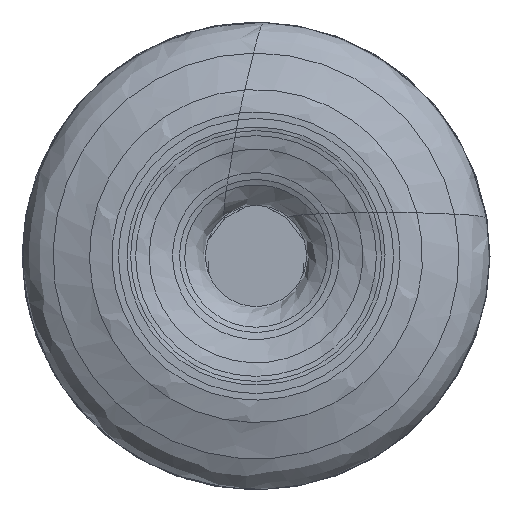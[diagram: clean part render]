
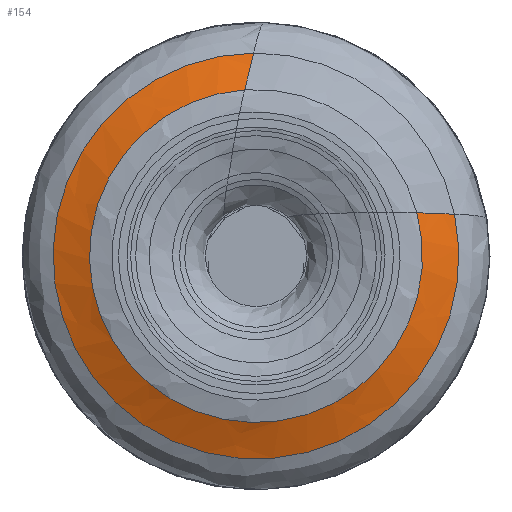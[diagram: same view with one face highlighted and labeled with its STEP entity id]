
A CAD part, left-side view. The second image highlights one B-rep face of the part: STEP entity #154.
In plain terms, the highlighted free-form (B-spline) face has degree [3, 3] with [4, 7] control points.
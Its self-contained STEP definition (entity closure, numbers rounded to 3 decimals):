
#154=ADVANCED_FACE('',(#273),#222,.F.);
#222=(
BOUNDED_SURFACE()
B_SPLINE_SURFACE(3,3,((#2023,#2024,#2025,#2026,#2027,#2028,#2029),(#2030,
#2031,#2032,#2033,#2034,#2035,#2036),(#2037,#2038,#2039,#2040,#2041,#2042,
#2043),(#2044,#2045,#2046,#2047,#2048,#2049,#2050)),.UNSPECIFIED.,.F.,.F.,
 .F.)
B_SPLINE_SURFACE_WITH_KNOTS((4,4),(4,3,4),(0.,1.),(0.,0.5,1.),
 .UNSPECIFIED.)
GEOMETRIC_REPRESENTATION_ITEM()
RATIONAL_B_SPLINE_SURFACE(((1.,0.558,0.558,1.,0.558,
0.558,1.),(0.998,0.557,0.557,
0.998,0.557,0.557,0.998),
(0.998,0.557,0.557,0.998,
0.557,0.557,0.998),(1.,0.558,
0.558,1.,0.558,0.558,1.)))
REPRESENTATION_ITEM('')
SURFACE()
);
#273=FACE_OUTER_BOUND('',#325,.T.);
#325=EDGE_LOOP('',(#486,#487,#488,#489));
#486=ORIENTED_EDGE('',*,*,#765,.F.);
#487=ORIENTED_EDGE('',*,*,#695,.F.);
#488=ORIENTED_EDGE('',*,*,#766,.F.);
#489=ORIENTED_EDGE('',*,*,#762,.T.);
#623=VERTEX_POINT('',#1307);
#624=VERTEX_POINT('',#1309);
#670=VERTEX_POINT('',#1989);
#671=VERTEX_POINT('',#1990);
#695=EDGE_CURVE('',#624,#623,#813,.T.);
#762=EDGE_CURVE('',#670,#671,#868,.T.);
#765=EDGE_CURVE('',#623,#671,#871,.T.);
#766=EDGE_CURVE('',#670,#624,#872,.T.);
#813=CIRCLE('',#920,6.938);
#868=CIRCLE('',#976,5.693);
#871=CIRCLE('',#979,8.468);
#872=CIRCLE('',#980,8.468);
#920=AXIS2_PLACEMENT_3D('',#1330,#1052,#1053);
#976=AXIS2_PLACEMENT_3D('',#1988,#1176,#1177);
#979=AXIS2_PLACEMENT_3D('',#2021,#1182,#1183);
#980=AXIS2_PLACEMENT_3D('',#2022,#1184,#1185);
#1052=DIRECTION('',(1.,0.,0.));
#1053=DIRECTION('',(0.,-0.979,0.206));
#1176=DIRECTION('',(1.,0.,0.));
#1177=DIRECTION('',(0.,-0.966,0.26));
#1182=DIRECTION('',(0.105,0.976,0.193));
#1183=DIRECTION('',(0.995,-0.103,-0.02));
#1184=DIRECTION('',(-0.105,0.,-0.995));
#1185=DIRECTION('',(0.995,0.,-0.105));
#1307=CARTESIAN_POINT('',(0.676,0.083,6.938));
#1309=CARTESIAN_POINT('',(0.676,-6.79,1.429));
#1330=CARTESIAN_POINT('',(0.676,0.,0.));
#1988=CARTESIAN_POINT('',(0.183,0.,0.));
#1989=CARTESIAN_POINT('',(0.183,-5.498,1.481));
#1990=CARTESIAN_POINT('',(0.183,0.385,5.68));
#2021=CARTESIAN_POINT('',(-7.408,0.456,9.431));
#2022=CARTESIAN_POINT('',(-7.408,-9.163,2.279));
#2023=CARTESIAN_POINT('',(0.183,-5.498,1.481));
#2024=CARTESIAN_POINT('',(0.183,-7.163,-4.702));
#2025=CARTESIAN_POINT('',(0.183,-1.903,-8.354));
#2026=CARTESIAN_POINT('',(0.183,3.308,-4.634));
#2027=CARTESIAN_POINT('',(0.183,8.52,-0.913));
#2028=CARTESIAN_POINT('',(0.183,6.774,5.248));
#2029=CARTESIAN_POINT('',(0.183,0.385,5.68));
#2030=CARTESIAN_POINT('',(0.382,-5.914,1.46));
#2031=CARTESIAN_POINT('',(0.382,-7.556,-5.192));
#2032=CARTESIAN_POINT('',(0.382,-1.847,-8.98));
#2033=CARTESIAN_POINT('',(0.382,3.643,-4.882));
#2034=CARTESIAN_POINT('',(0.382,9.134,-0.784));
#2035=CARTESIAN_POINT('',(0.382,7.127,5.766));
#2036=CARTESIAN_POINT('',(0.382,0.283,6.085));
#2037=CARTESIAN_POINT('',(0.547,-6.346,1.443));
#2038=CARTESIAN_POINT('',(0.547,-7.968,-5.695));
#2039=CARTESIAN_POINT('',(0.547,-1.796,-9.628));
#2040=CARTESIAN_POINT('',(0.547,3.988,-5.143));
#2041=CARTESIAN_POINT('',(0.547,9.772,-0.657));
#2042=CARTESIAN_POINT('',(0.547,7.499,6.3));
#2043=CARTESIAN_POINT('',(0.547,0.183,6.505));
#2044=CARTESIAN_POINT('',(0.676,-6.79,1.429));
#2045=CARTESIAN_POINT('',(0.676,-8.397,-6.207));
#2046=CARTESIAN_POINT('',(0.676,-1.749,-10.294));
#2047=CARTESIAN_POINT('',(0.676,4.339,-5.414));
#2048=CARTESIAN_POINT('',(0.676,10.428,-0.533));
#2049=CARTESIAN_POINT('',(0.676,7.886,6.844));
#2050=CARTESIAN_POINT('',(0.676,0.083,6.938));
